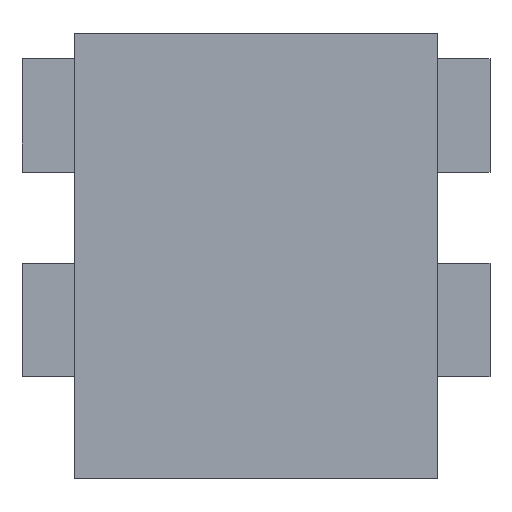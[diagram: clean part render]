
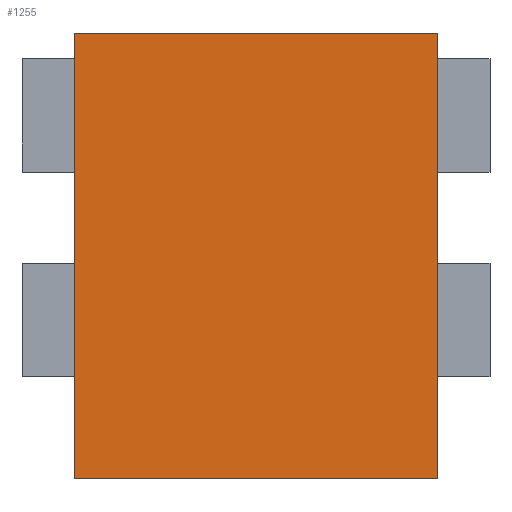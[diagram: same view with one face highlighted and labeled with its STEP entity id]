
A CAD part, top view. The second image highlights one B-rep face of the part: STEP entity #1255.
In plain terms, the highlighted planar face has unit normal (0, 0, 1).
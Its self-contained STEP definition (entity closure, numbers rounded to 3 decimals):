
#36=DIRECTION('',(-1.,0.,0.));
#37=VECTOR('',#36,8.);
#38=CARTESIAN_POINT('',(35.05,-45.4,10.7));
#39=LINE('',#38,#37);
#547=DIRECTION('',(0.,-1.,0.));
#548=VECTOR('',#547,9.8);
#549=CARTESIAN_POINT('',(35.05,-35.6,10.7));
#550=LINE('',#549,#548);
#596=DIRECTION('',(0.,-1.,0.));
#597=VECTOR('',#596,9.8);
#598=CARTESIAN_POINT('',(27.05,-35.6,10.7));
#599=LINE('',#598,#597);
#603=DIRECTION('',(-1.,0.,0.));
#604=VECTOR('',#603,8.);
#605=CARTESIAN_POINT('',(35.05,-35.6,10.7));
#606=LINE('',#605,#604);
#647=CARTESIAN_POINT('',(27.05,-45.4,10.7));
#649=VERTEX_POINT('',#647);
#653=CARTESIAN_POINT('',(35.05,-45.4,10.7));
#654=VERTEX_POINT('',#653);
#664=CARTESIAN_POINT('',(35.05,-35.6,10.7));
#666=VERTEX_POINT('',#664);
#669=CARTESIAN_POINT('',(27.05,-35.6,10.7));
#670=VERTEX_POINT('',#669);
#1243=CARTESIAN_POINT('',(27.05,-45.4,10.7));
#1244=DIRECTION('',(0.,0.,1.));
#1245=DIRECTION('',(-1.,0.,0.));
#1246=AXIS2_PLACEMENT_3D('',#1243,#1244,#1245);
#1247=PLANE('',#1246);
#1248=ORIENTED_EDGE('',*,*,#1150,.T.);
#1249=ORIENTED_EDGE('',*,*,#766,.T.);
#1250=ORIENTED_EDGE('',*,*,#801,.F.);
#1252=ORIENTED_EDGE('',*,*,#1251,.F.);
#1253=EDGE_LOOP('',(#1248,#1249,#1250,#1252));
#1254=FACE_OUTER_BOUND('',#1253,.F.);
#1255=ADVANCED_FACE('',(#1254),#1247,.T.);
#766=EDGE_CURVE('',#654,#649,#39,.T.);
#801=EDGE_CURVE('',#670,#649,#599,.T.);
#1150=EDGE_CURVE('',#666,#654,#550,.T.);
#1251=EDGE_CURVE('',#666,#670,#606,.T.);
